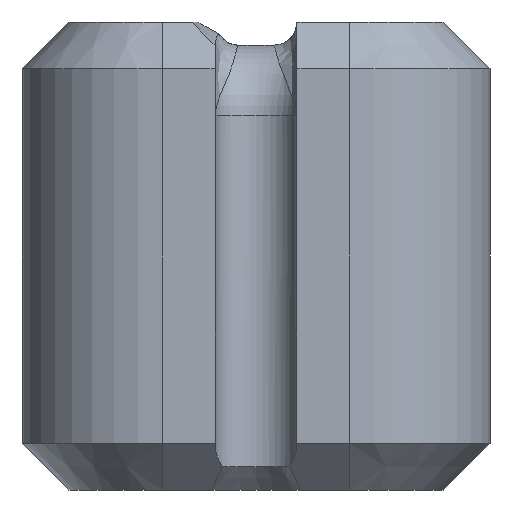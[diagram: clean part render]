
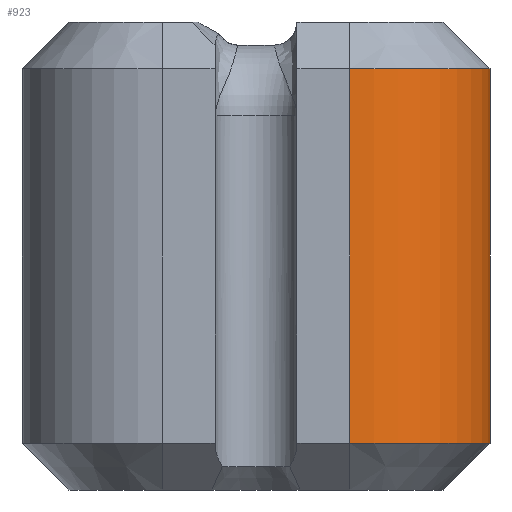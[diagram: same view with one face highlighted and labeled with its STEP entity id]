
A CAD part, front view. The second image highlights one B-rep face of the part: STEP entity #923.
In plain terms, the highlighted cylindrical face has radius 3 mm (diameter 6 mm), a partial arc.
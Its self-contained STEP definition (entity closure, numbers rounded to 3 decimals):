
#61 = ORIENTED_EDGE ( 'NONE', *, *, #1771, .T. ) ;
#240 = DIRECTION ( 'NONE',  ( 1., 0., 0. ) ) ;
#324 = VECTOR ( 'NONE', #1261, 1000. ) ;
#379 = CARTESIAN_POINT ( 'NONE',  ( 2., -20., 1. ) ) ;
#547 = DIRECTION ( 'NONE',  ( 0., 0., -1. ) ) ;
#550 = EDGE_CURVE ( 'NONE', #767, #1021, #883, .T. ) ;
#673 = DIRECTION ( 'NONE',  ( 0., 0., -1. ) ) ;
#692 = CARTESIAN_POINT ( 'NONE',  ( 5., -17., 9. ) ) ;
#746 = AXIS2_PLACEMENT_3D ( 'NONE', #1404, #1861, #240 ) ;
#767 = VERTEX_POINT ( 'NONE', #692 ) ;
#822 = CARTESIAN_POINT ( 'NONE',  ( 2., -20., 0. ) ) ;
#883 = CIRCLE ( 'NONE', #1126, 3. ) ;
#913 = VERTEX_POINT ( 'NONE', #379 ) ;
#923 = ADVANCED_FACE ( 'NONE', ( #1798 ), #1403, .T. ) ;
#976 = CIRCLE ( 'NONE', #746, 3. ) ;
#1004 = VECTOR ( 'NONE', #673, 1000. ) ;
#1021 = VERTEX_POINT ( 'NONE', #1550 ) ;
#1033 = CARTESIAN_POINT ( 'NONE',  ( 2., -17., 9. ) ) ;
#1087 = ORIENTED_EDGE ( 'NONE', *, *, #1728, .F. ) ;
#1112 = EDGE_CURVE ( 'NONE', #913, #1021, #1113, .T. ) ;
#1113 = LINE ( 'NONE', #822, #324 ) ;
#1119 = LINE ( 'NONE', #1819, #1004 ) ;
#1126 = AXIS2_PLACEMENT_3D ( 'NONE', #1033, #547, #1734 ) ;
#1134 = VERTEX_POINT ( 'NONE', #1160 ) ;
#1160 = CARTESIAN_POINT ( 'NONE',  ( 5., -17., 1. ) ) ;
#1247 = CARTESIAN_POINT ( 'NONE',  ( 2., -17., 0. ) ) ;
#1256 = DIRECTION ( 'NONE',  ( 0., 0., 1. ) ) ;
#1261 = DIRECTION ( 'NONE',  ( 0., 0., 1. ) ) ;
#1403 = CYLINDRICAL_SURFACE ( 'NONE', #1888, 3. ) ;
#1404 = CARTESIAN_POINT ( 'NONE',  ( 2., -17., 1. ) ) ;
#1550 = CARTESIAN_POINT ( 'NONE',  ( 2., -20., 9. ) ) ;
#1583 = ORIENTED_EDGE ( 'NONE', *, *, #1112, .F. ) ;
#1722 = EDGE_LOOP ( 'NONE', ( #1583, #61, #1087, #1777 ) ) ;
#1728 = EDGE_CURVE ( 'NONE', #767, #1134, #1119, .T. ) ;
#1734 = DIRECTION ( 'NONE',  ( 1., 0., 0. ) ) ;
#1771 = EDGE_CURVE ( 'NONE', #913, #1134, #976, .T. ) ;
#1777 = ORIENTED_EDGE ( 'NONE', *, *, #550, .T. ) ;
#1798 = FACE_OUTER_BOUND ( 'NONE', #1722, .T. ) ;
#1818 = DIRECTION ( 'NONE',  ( 1., 0., 0. ) ) ;
#1819 = CARTESIAN_POINT ( 'NONE',  ( 5., -17., 10. ) ) ;
#1861 = DIRECTION ( 'NONE',  ( 0., 0., 1. ) ) ;
#1888 = AXIS2_PLACEMENT_3D ( 'NONE', #1247, #1256, #1818 ) ;
